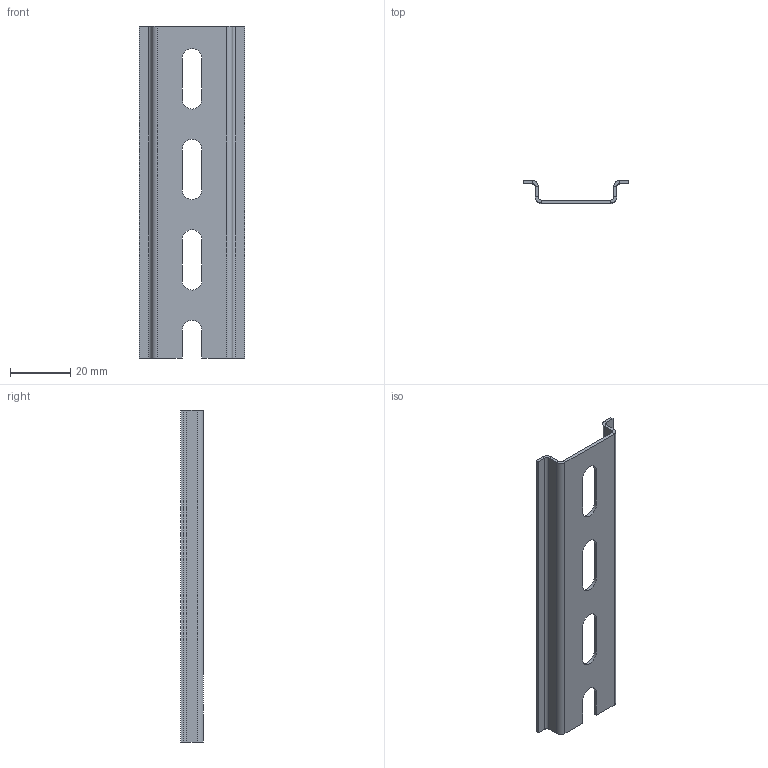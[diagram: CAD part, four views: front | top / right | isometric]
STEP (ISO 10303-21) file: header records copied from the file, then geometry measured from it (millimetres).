
FILE_DESCRIPTION (( 'STEP AP214' ), '1' );
FILE_NAME ('DNR-3-1,0-110.STEP', '2023-11-30T07:48:39', ( '' ), ( '' ), 'SwSTEP 2.0', 'SolidWorks 2022', '' );
FILE_SCHEMA (( 'AUTOMOTIVE_DESIGN' ));
Length unit declared in the file: millimetre
Products named in the file (1): DNR-3-1,0-110
Bounding box: 35 x 7.5 x 110 mm (x, y, z)
Volume: 4557.2 mm3; surface area: 9589.7 mm2
Topology: 1 solids, 1 shells, 54 faces, 124 edges, 72 vertices
Faces by surface type: plane 39, cylinder 15
Entity records: 1539 total; most frequent: DIRECTION 264, CARTESIAN_POINT 251, ORIENTED_EDGE 248, EDGE_CURVE 124, VECTOR 94, LINE 94, AXIS2_PLACEMENT_3D 85, VERTEX_POINT 72
